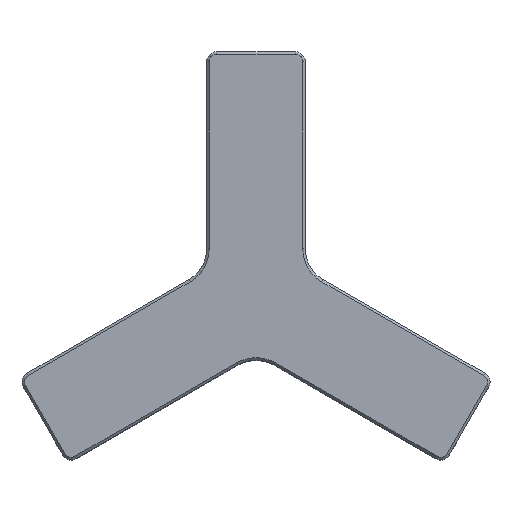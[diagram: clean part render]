
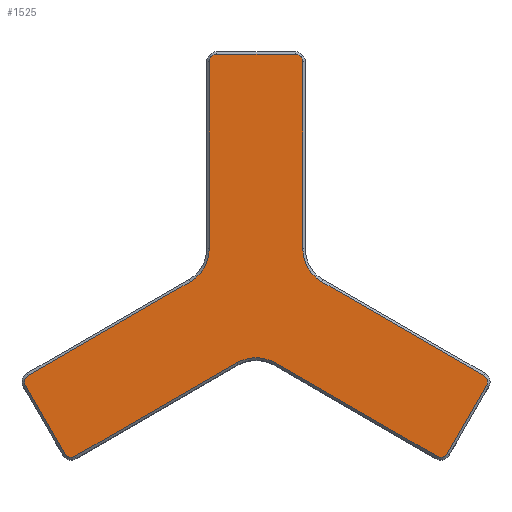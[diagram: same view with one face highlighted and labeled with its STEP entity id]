
A CAD part, top view. The second image highlights one B-rep face of the part: STEP entity #1525.
In plain terms, the highlighted planar face has unit normal (0, 0, 1).
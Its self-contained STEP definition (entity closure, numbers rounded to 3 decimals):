
#45=CIRCLE('',#1636,7.821);
#48=CIRCLE('',#1641,1.5);
#49=CIRCLE('',#1644,1.5);
#50=CIRCLE('',#1647,7.821);
#51=CIRCLE('',#1650,1.5);
#53=CIRCLE('',#1654,1.5);
#54=CIRCLE('',#1657,7.821);
#57=CIRCLE('',#1662,1.5);
#59=CIRCLE('',#1666,1.5);
#162=FACE_OUTER_BOUND('',#256,.T.);
#256=EDGE_LOOP('',(#1314,#1315,#1316,#1317,#1318,#1319,#1320,#1321,#1322,
#1323,#1324,#1325,#1326,#1327,#1328,#1329,#1330,#1331));
#399=LINE('',#2432,#575);
#403=LINE('',#2444,#579);
#407=LINE('',#2455,#583);
#410=LINE('',#2463,#586);
#413=LINE('',#2471,#589);
#416=LINE('',#2479,#592);
#420=LINE('',#2491,#596);
#424=LINE('',#2503,#600);
#428=LINE('',#2515,#604);
#575=VECTOR('',#1980,10.);
#579=VECTOR('',#1992,10.);
#583=VECTOR('',#2004,10.);
#586=VECTOR('',#2013,10.);
#589=VECTOR('',#2022,10.);
#592=VECTOR('',#2031,10.);
#596=VECTOR('',#2043,10.);
#600=VECTOR('',#2055,10.);
#604=VECTOR('',#2067,10.);
#709=VERTEX_POINT('',#2425);
#712=VERTEX_POINT('',#2430);
#713=VERTEX_POINT('',#2434);
#715=VERTEX_POINT('',#2440);
#717=VERTEX_POINT('',#2446);
#719=VERTEX_POINT('',#2452);
#720=VERTEX_POINT('',#2457);
#721=VERTEX_POINT('',#2461);
#722=VERTEX_POINT('',#2465);
#723=VERTEX_POINT('',#2469);
#724=VERTEX_POINT('',#2473);
#725=VERTEX_POINT('',#2477);
#726=VERTEX_POINT('',#2481);
#728=VERTEX_POINT('',#2487);
#730=VERTEX_POINT('',#2493);
#732=VERTEX_POINT('',#2499);
#734=VERTEX_POINT('',#2505);
#736=VERTEX_POINT('',#2511);
#892=EDGE_CURVE('',#712,#709,#399,.T.);
#893=EDGE_CURVE('',#709,#713,#45,.T.);
#898=EDGE_CURVE('',#713,#715,#403,.T.);
#901=EDGE_CURVE('',#715,#717,#48,.T.);
#904=EDGE_CURVE('',#717,#719,#407,.T.);
#906=EDGE_CURVE('',#719,#720,#49,.T.);
#908=EDGE_CURVE('',#720,#721,#410,.T.);
#909=EDGE_CURVE('',#721,#722,#50,.T.);
#912=EDGE_CURVE('',#722,#723,#413,.T.);
#914=EDGE_CURVE('',#723,#724,#51,.T.);
#916=EDGE_CURVE('',#724,#725,#416,.T.);
#919=EDGE_CURVE('',#725,#726,#53,.T.);
#922=EDGE_CURVE('',#726,#728,#420,.T.);
#923=EDGE_CURVE('',#728,#730,#54,.T.);
#928=EDGE_CURVE('',#730,#732,#424,.T.);
#931=EDGE_CURVE('',#732,#734,#57,.T.);
#934=EDGE_CURVE('',#734,#736,#428,.T.);
#936=EDGE_CURVE('',#736,#712,#59,.T.);
#1314=ORIENTED_EDGE('',*,*,#892,.F.);
#1315=ORIENTED_EDGE('',*,*,#936,.F.);
#1316=ORIENTED_EDGE('',*,*,#934,.F.);
#1317=ORIENTED_EDGE('',*,*,#931,.F.);
#1318=ORIENTED_EDGE('',*,*,#928,.F.);
#1319=ORIENTED_EDGE('',*,*,#923,.F.);
#1320=ORIENTED_EDGE('',*,*,#922,.F.);
#1321=ORIENTED_EDGE('',*,*,#919,.F.);
#1322=ORIENTED_EDGE('',*,*,#916,.F.);
#1323=ORIENTED_EDGE('',*,*,#914,.F.);
#1324=ORIENTED_EDGE('',*,*,#912,.F.);
#1325=ORIENTED_EDGE('',*,*,#909,.F.);
#1326=ORIENTED_EDGE('',*,*,#908,.F.);
#1327=ORIENTED_EDGE('',*,*,#906,.F.);
#1328=ORIENTED_EDGE('',*,*,#904,.F.);
#1329=ORIENTED_EDGE('',*,*,#901,.F.);
#1330=ORIENTED_EDGE('',*,*,#898,.F.);
#1331=ORIENTED_EDGE('',*,*,#893,.F.);
#1433=PLANE('',#1675);
#1525=ADVANCED_FACE('',(#162),#1433,.T.);
#1636=AXIS2_PLACEMENT_3D('',#2435,#1983,#1984);
#1641=AXIS2_PLACEMENT_3D('',#2450,#1998,#1999);
#1644=AXIS2_PLACEMENT_3D('',#2459,#2008,#2009);
#1647=AXIS2_PLACEMENT_3D('',#2466,#2016,#2017);
#1650=AXIS2_PLACEMENT_3D('',#2475,#2026,#2027);
#1654=AXIS2_PLACEMENT_3D('',#2485,#2037,#2038);
#1657=AXIS2_PLACEMENT_3D('',#2494,#2046,#2047);
#1662=AXIS2_PLACEMENT_3D('',#2509,#2061,#2062);
#1666=AXIS2_PLACEMENT_3D('',#2518,#2072,#2073);
#1675=AXIS2_PLACEMENT_3D('',#2535,#2098,#2099);
#1980=DIRECTION('',(0.866,0.5,0.));
#1983=DIRECTION('center_axis',(0.,0.,1.));
#1984=DIRECTION('ref_axis',(1.,0.,0.));
#1992=DIRECTION('',(0.,1.,0.));
#1998=DIRECTION('center_axis',(0.,0.,-1.));
#1999=DIRECTION('ref_axis',(-0.707,0.707,0.));
#2004=DIRECTION('',(1.,0.,0.));
#2008=DIRECTION('center_axis',(0.,0.,-1.));
#2009=DIRECTION('ref_axis',(0.707,0.707,0.));
#2013=DIRECTION('',(0.,-1.,0.));
#2016=DIRECTION('center_axis',(0.,0.,1.));
#2017=DIRECTION('ref_axis',(-0.5,-0.866,0.));
#2022=DIRECTION('',(0.866,-0.5,0.));
#2026=DIRECTION('center_axis',(0.,0.,-1.));
#2027=DIRECTION('ref_axis',(0.966,0.259,0.));
#2031=DIRECTION('',(-0.5,-0.866,0.));
#2037=DIRECTION('center_axis',(0.,0.,-1.));
#2038=DIRECTION('ref_axis',(0.259,-0.966,0.));
#2043=DIRECTION('',(-0.866,0.5,0.));
#2046=DIRECTION('center_axis',(0.,0.,1.));
#2047=DIRECTION('ref_axis',(-0.5,0.866,0.));
#2055=DIRECTION('',(-0.866,-0.5,0.));
#2061=DIRECTION('center_axis',(0.,0.,-1.));
#2062=DIRECTION('ref_axis',(-0.259,-0.966,0.));
#2067=DIRECTION('',(-0.5,0.866,0.));
#2072=DIRECTION('center_axis',(0.,0.,-1.));
#2073=DIRECTION('ref_axis',(-0.966,0.259,0.));
#2098=DIRECTION('center_axis',(0.,0.,1.));
#2099=DIRECTION('ref_axis',(1.,0.,0.));
#2425=CARTESIAN_POINT('',(-13.41,3.227,0.));
#2430=CARTESIAN_POINT('',(-46.319,-15.773,0.));
#2432=CARTESIAN_POINT('',(-20.988,-1.148,0.));
#2434=CARTESIAN_POINT('',(-9.5,10.,0.));
#2435=CARTESIAN_POINT('Origin',(-17.321,10.,0.));
#2440=CARTESIAN_POINT('',(-9.5,48.,0.));
#2444=CARTESIAN_POINT('',(-9.5,12.5,0.));
#2446=CARTESIAN_POINT('',(-8.,49.5,0.));
#2450=CARTESIAN_POINT('Origin',(-8.,48.,0.));
#2452=CARTESIAN_POINT('',(8.,49.5,0.));
#2455=CARTESIAN_POINT('',(-5.,49.5,0.));
#2457=CARTESIAN_POINT('',(9.5,48.,0.));
#2459=CARTESIAN_POINT('Origin',(8.,48.,0.));
#2461=CARTESIAN_POINT('',(9.5,10.,0.));
#2463=CARTESIAN_POINT('',(9.5,37.5,0.));
#2465=CARTESIAN_POINT('',(13.41,3.227,0.));
#2466=CARTESIAN_POINT('Origin',(17.321,10.,0.));
#2469=CARTESIAN_POINT('',(46.319,-15.773,0.));
#2471=CARTESIAN_POINT('',(-0.663,11.352,0.));
#2473=CARTESIAN_POINT('',(46.868,-17.822,0.));
#2475=CARTESIAN_POINT('Origin',(45.569,-17.072,0.));
#2477=CARTESIAN_POINT('',(38.868,-31.678,0.));
#2479=CARTESIAN_POINT('',(50.781,-11.045,0.));
#2481=CARTESIAN_POINT('',(36.819,-32.227,0.));
#2485=CARTESIAN_POINT('Origin',(37.569,-30.928,0.));
#2487=CARTESIAN_POINT('',(3.91,-13.227,0.));
#2491=CARTESIAN_POINT('',(11.488,-17.602,0.));
#2493=CARTESIAN_POINT('',(-3.91,-13.227,0.));
#2494=CARTESIAN_POINT('Origin',(0.,-20.,0.));
#2499=CARTESIAN_POINT('',(-36.819,-32.227,0.));
#2503=CARTESIAN_POINT('',(10.163,-5.102,0.));
#2505=CARTESIAN_POINT('',(-38.868,-31.678,0.));
#2509=CARTESIAN_POINT('Origin',(-37.569,-30.928,0.));
#2511=CARTESIAN_POINT('',(-46.868,-17.822,0.));
#2515=CARTESIAN_POINT('',(-45.781,-19.705,0.));
#2518=CARTESIAN_POINT('Origin',(-45.569,-17.072,0.));
#2535=CARTESIAN_POINT('Origin',(0.,25.,0.));
